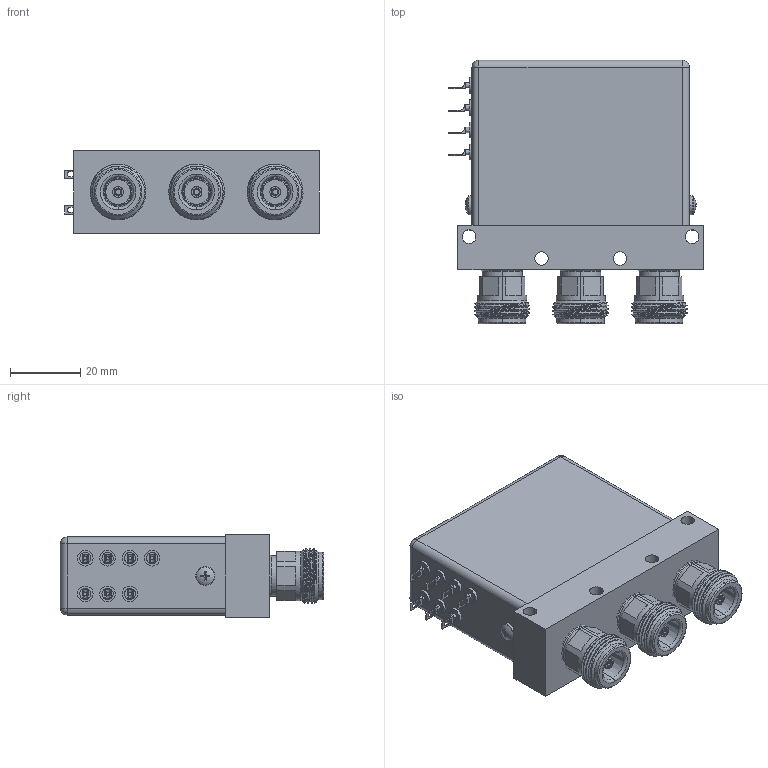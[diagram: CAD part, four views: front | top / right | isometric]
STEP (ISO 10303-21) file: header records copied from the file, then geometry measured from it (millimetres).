
FILE_DESCRIPTION (( 'STEP AP214' ), '1' );
FILE_NAME ('FMSW6595_3D.step', '2025-03-07T20:20:35', ( '' ), ( '' ), 'SwSTEP 2.0', 'SolidWorks 2022', '' );
FILE_SCHEMA (( 'AUTOMOTIVE_DESIGN' ));
Length unit declared in the file: inch
Products named in the file (6): A12075Y04_-402^FMSW6595; FMSW6595_3D; R040691-e360_-03^FMSW6595; NEW N connector^FMSW6595; B12061011-1.85H_-15^FMSW6595; B12021003^FMSW6595
Assembly tree (14 placements, depth 2):
  FMSW6595_3D
    B12021003^FMSW6595
    NEW N connector^FMSW6595  x3
    R040691-e360_-03^FMSW6595  x7
    A12075Y04_-402^FMSW6595  x2
    B12061011-1.85H_-15^FMSW6595
Bounding box: 72.5 x 74.99 x 23.37 mm (x, y, z)
Volume: 28957.8 mm3; surface area: 33125.3 mm2
Topology: 14 solids, 14 shells, 634 faces, 1569 edges, 993 vertices
Faces by surface type: plane 263, cylinder 239, cone 67, torus 28, bspline 27, sphere 10
Entity records: 9180 total; most frequent: CARTESIAN_POINT 3399, DIRECTION 1200, ORIENTED_EDGE 1112, EDGE_CURVE 556, AXIS2_PLACEMENT_3D 478, VERTEX_POINT 351, EDGE_LOOP 271, VECTOR 244
